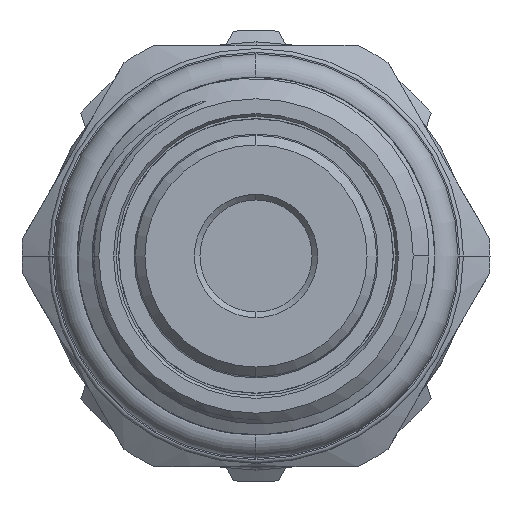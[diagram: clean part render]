
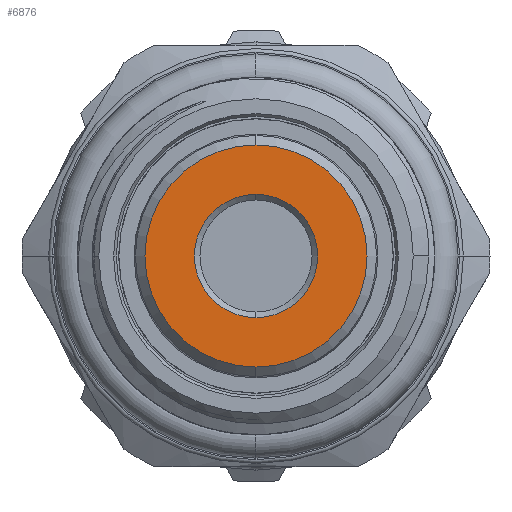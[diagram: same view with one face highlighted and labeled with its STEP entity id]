
A CAD part, left-side view. The second image highlights one B-rep face of the part: STEP entity #6876.
In plain terms, the highlighted planar face has unit normal (-1, 0, 0).
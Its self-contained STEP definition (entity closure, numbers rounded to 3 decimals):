
#292 = CIRCLE ( 'NONE', #3145, 5.85 ) ;
#379 = CIRCLE ( 'NONE', #3144, 3.25 ) ;
#389 = CIRCLE ( 'NONE', #3163, 3.25 ) ;
#513 = CIRCLE ( 'NONE', #8458, 5.85 ) ;
#1701 = EDGE_CURVE ( 'NONE', #2649, #2618, #513, .T. ) ;
#1888 = CARTESIAN_POINT ( 'NONE',  ( 0., 0., 0. ) ) ;
#1896 = CARTESIAN_POINT ( 'NONE',  ( 0., 0., 0. ) ) ;
#1904 = DIRECTION ( 'NONE',  ( -1., 0., 0. ) ) ;
#2013 = CARTESIAN_POINT ( 'NONE',  ( 0., 0., 0. ) ) ;
#2090 = DIRECTION ( 'NONE',  ( 0., 0., -1. ) ) ;
#2174 = DIRECTION ( 'NONE',  ( 1., 0., 0. ) ) ;
#2262 = DIRECTION ( 'NONE',  ( 1., 0., 0. ) ) ;
#2304 = DIRECTION ( 'NONE',  ( 0., 0., -1. ) ) ;
#2488 = DIRECTION ( 'NONE',  ( 0., 0., -1. ) ) ;
#2531 = VERTEX_POINT ( 'NONE', #5293 ) ;
#2569 = VERTEX_POINT ( 'NONE', #5267 ) ;
#2618 = VERTEX_POINT ( 'NONE', #5283 ) ;
#2649 = VERTEX_POINT ( 'NONE', #5269 ) ;
#2753 = EDGE_LOOP ( 'NONE', ( #3555, #4491 ) ) ;
#2813 = EDGE_LOOP ( 'NONE', ( #3550, #3878 ) ) ;
#3144 = AXIS2_PLACEMENT_3D ( 'NONE', #2013, #2262, #2090 ) ;
#3145 = AXIS2_PLACEMENT_3D ( 'NONE', #1896, #1904, #2488 ) ;
#3163 = AXIS2_PLACEMENT_3D ( 'NONE', #1888, #2174, #2304 ) ;
#3284 = AXIS2_PLACEMENT_3D ( 'NONE', #7440, #7501, #8266 ) ;
#3550 = ORIENTED_EDGE ( 'NONE', *, *, #5402, .T. ) ;
#3555 = ORIENTED_EDGE ( 'NONE', *, *, #5360, .T. ) ;
#3878 = ORIENTED_EDGE ( 'NONE', *, *, #5359, .T. ) ;
#4491 = ORIENTED_EDGE ( 'NONE', *, *, #1701, .T. ) ;
#5267 = CARTESIAN_POINT ( 'NONE',  ( 0., 0., 3.25 ) ) ;
#5269 = CARTESIAN_POINT ( 'NONE',  ( 0., 0., 5.85 ) ) ;
#5283 = CARTESIAN_POINT ( 'NONE',  ( 0., 0., -5.85 ) ) ;
#5293 = CARTESIAN_POINT ( 'NONE',  ( 0., 0., -3.25 ) ) ;
#5359 = EDGE_CURVE ( 'NONE', #2531, #2569, #379, .T. ) ;
#5360 = EDGE_CURVE ( 'NONE', #2618, #2649, #292, .T. ) ;
#5402 = EDGE_CURVE ( 'NONE', #2569, #2531, #389, .T. ) ;
#6107 = DIRECTION ( 'NONE',  ( 0., 0., -1. ) ) ;
#6112 = DIRECTION ( 'NONE',  ( -1., 0., 0. ) ) ;
#6155 = CARTESIAN_POINT ( 'NONE',  ( 0., 0., 0. ) ) ;
#6876 = ADVANCED_FACE ( 'NONE', ( #8879, #8556 ), #7491, .F. ) ;
#7440 = CARTESIAN_POINT ( 'NONE',  ( 0., 0., 0. ) ) ;
#7491 = PLANE ( 'NONE',  #3284 ) ;
#7501 = DIRECTION ( 'NONE',  ( 1., 0., 0. ) ) ;
#8266 = DIRECTION ( 'NONE',  ( 0., 0., -1. ) ) ;
#8458 = AXIS2_PLACEMENT_3D ( 'NONE', #6155, #6112, #6107 ) ;
#8556 = FACE_OUTER_BOUND ( 'NONE', #2753, .T. ) ;
#8879 = FACE_BOUND ( 'NONE', #2813, .T. ) ;
